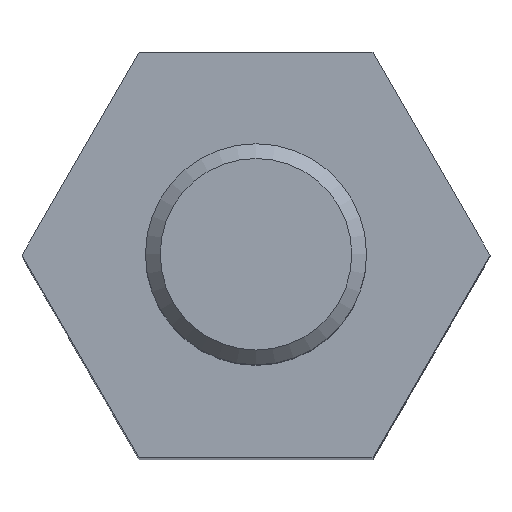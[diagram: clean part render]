
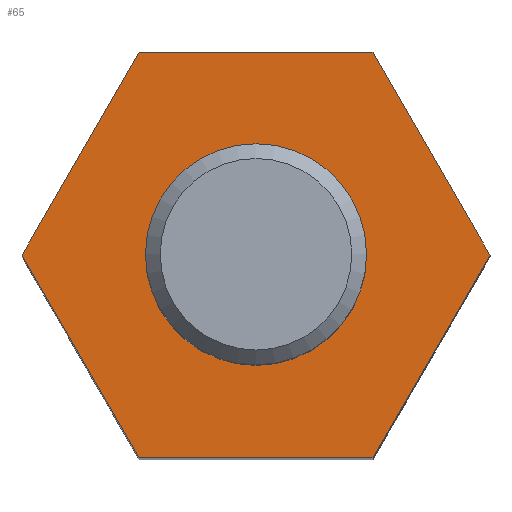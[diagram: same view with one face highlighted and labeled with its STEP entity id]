
A CAD part, top view. The second image highlights one B-rep face of the part: STEP entity #65.
In plain terms, the highlighted planar face has unit normal (0, 0, 1).
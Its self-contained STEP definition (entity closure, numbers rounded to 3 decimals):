
#65 = ADVANCED_FACE( '', ( #144, #145 ), #146, .T. );
#144 = FACE_BOUND( '', #238, .T. );
#145 = FACE_OUTER_BOUND( '', #239, .T. );
#146 = PLANE( '', #240 );
#238 = EDGE_LOOP( '', ( #350 ) );
#239 = EDGE_LOOP( '', ( #351, #352, #353, #354, #355, #356 ) );
#240 = AXIS2_PLACEMENT_3D( '', #357, #358, #359 );
#350 = ORIENTED_EDGE( '', *, *, #491, .T. );
#351 = ORIENTED_EDGE( '', *, *, #483, .T. );
#352 = ORIENTED_EDGE( '', *, *, #509, .T. );
#353 = ORIENTED_EDGE( '', *, *, #510, .T. );
#354 = ORIENTED_EDGE( '', *, *, #511, .T. );
#355 = ORIENTED_EDGE( '', *, *, #512, .T. );
#356 = ORIENTED_EDGE( '', *, *, #513, .T. );
#357 = CARTESIAN_POINT( '', ( 0., 0., 15. ) );
#358 = DIRECTION( '', ( 0., 0., 1. ) );
#359 = DIRECTION( '', ( 1., 0., 0. ) );
#483 = EDGE_CURVE( '', #553, #551, #554, .T. );
#491 = EDGE_CURVE( '', #566, #566, #567, .F. );
#509 = EDGE_CURVE( '', #551, #594, #595, .T. );
#510 = EDGE_CURVE( '', #594, #596, #597, .T. );
#511 = EDGE_CURVE( '', #596, #598, #599, .T. );
#512 = EDGE_CURVE( '', #598, #600, #601, .T. );
#513 = EDGE_CURVE( '', #600, #553, #602, .T. );
#551 = VERTEX_POINT( '', #653 );
#553 = VERTEX_POINT( '', #656 );
#554 = LINE( '', #657, #658 );
#566 = VERTEX_POINT( '', #692 );
#567 = CIRCLE( '', #693, 1.267 );
#594 = VERTEX_POINT( '', #732 );
#595 = LINE( '', #733, #734 );
#596 = VERTEX_POINT( '', #735 );
#597 = LINE( '', #736, #737 );
#598 = VERTEX_POINT( '', #738 );
#599 = LINE( '', #739, #740 );
#600 = VERTEX_POINT( '', #741 );
#601 = LINE( '', #742, #743 );
#602 = LINE( '', #744, #745 );
#653 = CARTESIAN_POINT( '', ( -1.588, 2.75, 15. ) );
#656 = CARTESIAN_POINT( '', ( 1.588, 2.75, 15. ) );
#657 = CARTESIAN_POINT( '', ( 1.588, 2.75, 15. ) );
#658 = VECTOR( '', #826, 1000. );
#692 = CARTESIAN_POINT( '', ( 1.267, 0., 15. ) );
#693 = AXIS2_PLACEMENT_3D( '', #831, #832, #833 );
#732 = CARTESIAN_POINT( '', ( -3.175, 0., 15. ) );
#733 = CARTESIAN_POINT( '', ( -1.588, 2.75, 15. ) );
#734 = VECTOR( '', #858, 1000. );
#735 = CARTESIAN_POINT( '', ( -1.588, -2.75, 15. ) );
#736 = CARTESIAN_POINT( '', ( -3.175, 0., 15. ) );
#737 = VECTOR( '', #859, 1000. );
#738 = CARTESIAN_POINT( '', ( 1.588, -2.75, 15. ) );
#739 = CARTESIAN_POINT( '', ( -1.588, -2.75, 15. ) );
#740 = VECTOR( '', #860, 1000. );
#741 = CARTESIAN_POINT( '', ( 3.175, 0., 15. ) );
#742 = CARTESIAN_POINT( '', ( 1.588, -2.75, 15. ) );
#743 = VECTOR( '', #861, 1000. );
#744 = CARTESIAN_POINT( '', ( 3.175, 0., 15. ) );
#745 = VECTOR( '', #862, 1000. );
#826 = DIRECTION( '', ( -1., 0., 0. ) );
#831 = CARTESIAN_POINT( '', ( 0., 0., 15. ) );
#832 = DIRECTION( '', ( 0., 0., 1. ) );
#833 = DIRECTION( '', ( 1., 0., 0. ) );
#858 = DIRECTION( '', ( -0.5, -0.866, 0. ) );
#859 = DIRECTION( '', ( 0.5, -0.866, 0. ) );
#860 = DIRECTION( '', ( 1., 0., 0. ) );
#861 = DIRECTION( '', ( 0.5, 0.866, 0. ) );
#862 = DIRECTION( '', ( -0.5, 0.866, 0. ) );
